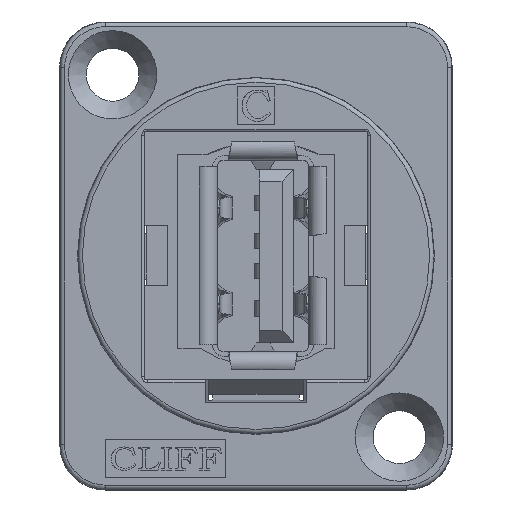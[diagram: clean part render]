
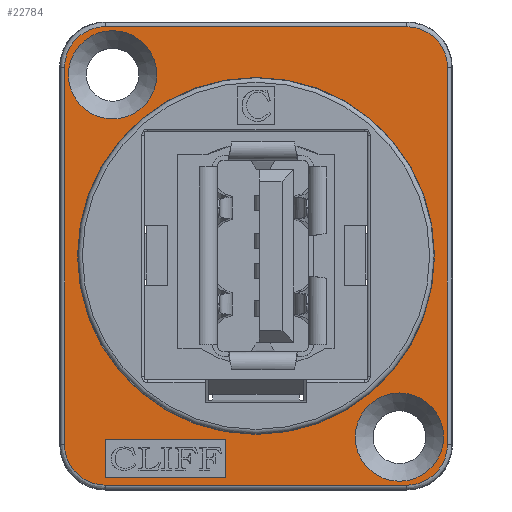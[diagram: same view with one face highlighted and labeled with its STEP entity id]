
A CAD part, top view. The second image highlights one B-rep face of the part: STEP entity #22784.
In plain terms, the highlighted planar face has unit normal (0, 0, 1).
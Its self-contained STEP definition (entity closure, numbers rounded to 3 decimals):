
#400=ELLIPSE('',#24173,2.7,2.7);
#401=ELLIPSE('',#24174,2.7,2.7);
#402=ELLIPSE('',#24175,2.7,2.7);
#403=ELLIPSE('',#24176,2.7,2.7);
#451=FACE_BOUND('',#3116,.T.);
#452=FACE_BOUND('',#3117,.T.);
#453=FACE_BOUND('',#3118,.T.);
#454=FACE_BOUND('',#3119,.T.);
#735=CIRCLE('',#23995,11.823);
#763=CIRCLE('',#24177,2.925);
#764=CIRCLE('',#24178,2.925);
#1965=FACE_OUTER_BOUND('',#3115,.T.);
#3115=EDGE_LOOP('',(#19893,#19894,#19895,#19896,#19897,#19898,#19899,#19900));
#3116=EDGE_LOOP('',(#19901,#19902,#19903,#19904));
#3117=EDGE_LOOP('',(#19905));
#3118=EDGE_LOOP('',(#19906));
#3119=EDGE_LOOP('',(#19907));
#5698=LINE('',#45687,#8339);
#5702=LINE('',#45695,#8343);
#5705=LINE('',#45701,#8346);
#5708=LINE('',#45706,#8349);
#5727=LINE('',#45772,#8368);
#5728=LINE('',#45776,#8369);
#5729=LINE('',#45780,#8370);
#5730=LINE('',#45783,#8371);
#8339=VECTOR('',#29311,2.5);
#8343=VECTOR('',#29317,8.);
#8346=VECTOR('',#29322,2.5);
#8349=VECTOR('',#29327,8.);
#8368=VECTOR('',#29390,24.965);
#8369=VECTOR('',#29393,19.965);
#8370=VECTOR('',#29396,24.965);
#8371=VECTOR('',#29399,19.965);
#10148=VERTEX_POINT('',#43737);
#10438=VERTEX_POINT('',#45685);
#10439=VERTEX_POINT('',#45686);
#10442=VERTEX_POINT('',#45694);
#10444=VERTEX_POINT('',#45700);
#10455=VERTEX_POINT('',#45768);
#10456=VERTEX_POINT('',#45769);
#10457=VERTEX_POINT('',#45771);
#10458=VERTEX_POINT('',#45773);
#10459=VERTEX_POINT('',#45775);
#10460=VERTEX_POINT('',#45777);
#10461=VERTEX_POINT('',#45779);
#10462=VERTEX_POINT('',#45781);
#10463=VERTEX_POINT('',#45784);
#10464=VERTEX_POINT('',#45786);
#13139=EDGE_CURVE('',#10148,#10148,#735,.T.);
#13596=EDGE_CURVE('',#10438,#10439,#5698,.T.);
#13600=EDGE_CURVE('',#10442,#10438,#5702,.T.);
#13603=EDGE_CURVE('',#10444,#10442,#5705,.T.);
#13606=EDGE_CURVE('',#10439,#10444,#5708,.T.);
#13632=EDGE_CURVE('',#10455,#10456,#400,.T.);
#13633=EDGE_CURVE('',#10457,#10455,#5727,.T.);
#13634=EDGE_CURVE('',#10458,#10457,#401,.T.);
#13635=EDGE_CURVE('',#10459,#10458,#5728,.T.);
#13636=EDGE_CURVE('',#10460,#10459,#402,.T.);
#13637=EDGE_CURVE('',#10461,#10460,#5729,.T.);
#13638=EDGE_CURVE('',#10462,#10461,#403,.T.);
#13639=EDGE_CURVE('',#10456,#10462,#5730,.T.);
#13640=EDGE_CURVE('',#10463,#10463,#763,.T.);
#13641=EDGE_CURVE('',#10464,#10464,#764,.T.);
#19893=ORIENTED_EDGE('',*,*,#13632,.F.);
#19894=ORIENTED_EDGE('',*,*,#13633,.F.);
#19895=ORIENTED_EDGE('',*,*,#13634,.F.);
#19896=ORIENTED_EDGE('',*,*,#13635,.F.);
#19897=ORIENTED_EDGE('',*,*,#13636,.F.);
#19898=ORIENTED_EDGE('',*,*,#13637,.F.);
#19899=ORIENTED_EDGE('',*,*,#13638,.F.);
#19900=ORIENTED_EDGE('',*,*,#13639,.F.);
#19901=ORIENTED_EDGE('',*,*,#13596,.T.);
#19902=ORIENTED_EDGE('',*,*,#13606,.T.);
#19903=ORIENTED_EDGE('',*,*,#13603,.T.);
#19904=ORIENTED_EDGE('',*,*,#13600,.T.);
#19905=ORIENTED_EDGE('',*,*,#13139,.T.);
#19906=ORIENTED_EDGE('',*,*,#13640,.T.);
#19907=ORIENTED_EDGE('',*,*,#13641,.T.);
#20993=PLANE('',#24172);
#22784=ADVANCED_FACE('',(#1965,#451,#452,#453,#454),#20993,.T.);
#23995=AXIS2_PLACEMENT_3D('',#43738,#28682,#28683);
#24172=AXIS2_PLACEMENT_3D('',#45767,#29386,#29387);
#24173=AXIS2_PLACEMENT_3D('',#45770,#29388,#29389);
#24174=AXIS2_PLACEMENT_3D('',#45774,#29391,#29392);
#24175=AXIS2_PLACEMENT_3D('',#45778,#29394,#29395);
#24176=AXIS2_PLACEMENT_3D('',#45782,#29397,#29398);
#24177=AXIS2_PLACEMENT_3D('',#45785,#29400,#29401);
#24178=AXIS2_PLACEMENT_3D('',#45787,#29402,#29403);
#28682=DIRECTION('center_axis',(0.,0.,
-1.));
#28683=DIRECTION('ref_axis',(-1.,0.,0.));
#29311=DIRECTION('',(0.,1.,0.));
#29317=DIRECTION('',(-1.,0.,0.));
#29322=DIRECTION('',(0.,-1.,0.));
#29327=DIRECTION('',(1.,0.,0.));
#29386=DIRECTION('center_axis',(0.,0.,
1.));
#29387=DIRECTION('ref_axis',(1.,0.,0.));
#29388=DIRECTION('center_axis',(0.,0.,
-1.));
#29389=DIRECTION('ref_axis',(-0.707,0.707,0.));
#29390=DIRECTION('',(0.,1.,0.));
#29391=DIRECTION('center_axis',(0.,0.,
-1.));
#29392=DIRECTION('ref_axis',(-0.707,-0.707,0.));
#29393=DIRECTION('',(-1.,0.,0.));
#29394=DIRECTION('center_axis',(0.,0.,
-1.));
#29395=DIRECTION('ref_axis',(0.707,-0.707,0.));
#29396=DIRECTION('',(0.,-1.,0.));
#29397=DIRECTION('center_axis',(0.,0.,
-1.));
#29398=DIRECTION('ref_axis',(0.707,0.707,0.));
#29399=DIRECTION('',(1.,0.,0.));
#29400=DIRECTION('center_axis',(0.,0.,
-1.));
#29401=DIRECTION('ref_axis',(1.,0.,0.));
#29402=DIRECTION('center_axis',(0.,0.,
-1.));
#29403=DIRECTION('ref_axis',(1.,0.,0.));
#43737=CARTESIAN_POINT('',(11.823,0.,0.));
#43738=CARTESIAN_POINT('Origin',(0.,0.,
0.));
#45685=CARTESIAN_POINT('',(-10.,-14.683,0.));
#45686=CARTESIAN_POINT('',(-10.,-12.183,0.));
#45687=CARTESIAN_POINT('',(-10.,-7.341,0.));
#45694=CARTESIAN_POINT('',(-2.,-14.683,0.));
#45695=CARTESIAN_POINT('',(-1.,-14.683,0.));
#45700=CARTESIAN_POINT('',(-2.,-12.183,0.));
#45701=CARTESIAN_POINT('',(-2.,-6.091,0.));
#45706=CARTESIAN_POINT('',(-5.,-12.183,0.));
#45767=CARTESIAN_POINT('Origin',(0.,0.,
0.));
#45768=CARTESIAN_POINT('',(-12.683,12.483,0.));
#45769=CARTESIAN_POINT('',(-9.983,15.183,0.));
#45770=CARTESIAN_POINT('Origin',(-9.982,12.482,0.));
#45771=CARTESIAN_POINT('',(-12.683,-12.483,0.));
#45772=CARTESIAN_POINT('',(-12.683,-7.75,0.));
#45773=CARTESIAN_POINT('',(-9.983,-15.183,0.));
#45774=CARTESIAN_POINT('Origin',(-9.982,-12.482,0.));
#45775=CARTESIAN_POINT('',(9.983,-15.183,0.));
#45776=CARTESIAN_POINT('',(6.5,-15.183,0.));
#45777=CARTESIAN_POINT('',(12.683,-12.483,0.));
#45778=CARTESIAN_POINT('Origin',(9.982,-12.482,0.));
#45779=CARTESIAN_POINT('',(12.683,12.483,0.));
#45780=CARTESIAN_POINT('',(12.683,7.75,0.));
#45781=CARTESIAN_POINT('',(9.983,15.183,0.));
#45782=CARTESIAN_POINT('Origin',(9.982,12.482,0.));
#45783=CARTESIAN_POINT('',(-6.5,15.183,0.));
#45784=CARTESIAN_POINT('',(6.575,-12.,0.));
#45785=CARTESIAN_POINT('Origin',(9.5,-12.,0.));
#45786=CARTESIAN_POINT('',(-12.425,12.,0.));
#45787=CARTESIAN_POINT('Origin',(-9.5,12.,0.));
